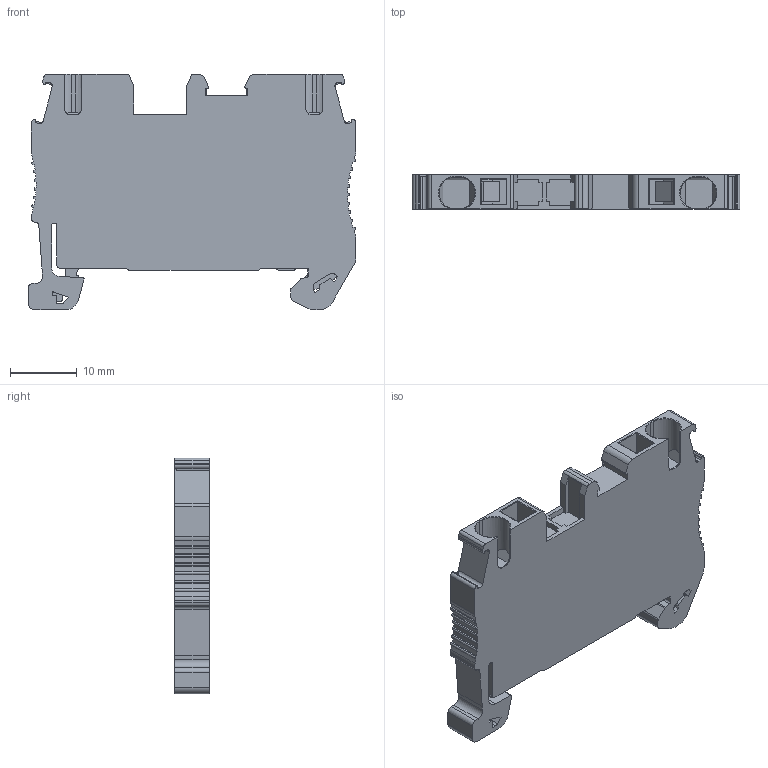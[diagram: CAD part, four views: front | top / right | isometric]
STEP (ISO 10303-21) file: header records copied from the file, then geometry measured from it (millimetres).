
FILE_DESCRIPTION( ('This file contains a STEP AP42 implementation' ,'as created by ZW3D STEP Interface translator.') ,'2;1' );
FILE_NAME( 'RNS 2.5-PE傷赽耀倰.stp' ,'23 411.153226', (''), ('ZWCAD Software Co.'), 'Version 1.0', 'ZW3D to STEP translator', '' );
FILE_SCHEMA(('AUTOMOTIVE_DESIGN { 1 0 10303 214 1 1 1 1 }'));
Length unit declared in the file: millimetre
Products named in the file (2): 0; RNS 2.5-PE傷赽8.16耀倰
Bounding box: 49.1 x 5.15 x 35.3 mm (x, y, z)
Volume: 6518.3 mm3; surface area: 4397.3 mm2
Topology: 1 solids, 1 shells, 346 faces, 1012 edges, 669 vertices
Faces by surface type: plane 205, cylinder 137, torus 4
Entity records: 11955 total; most frequent: CARTESIAN_POINT 2217, ORIENTED_EDGE 2024, DIRECTION 1925, EDGE_CURVE 1012, VECTOR 715, LINE 715, VERTEX_POINT 669, AXIS2_PLACEMENT_3D 605
